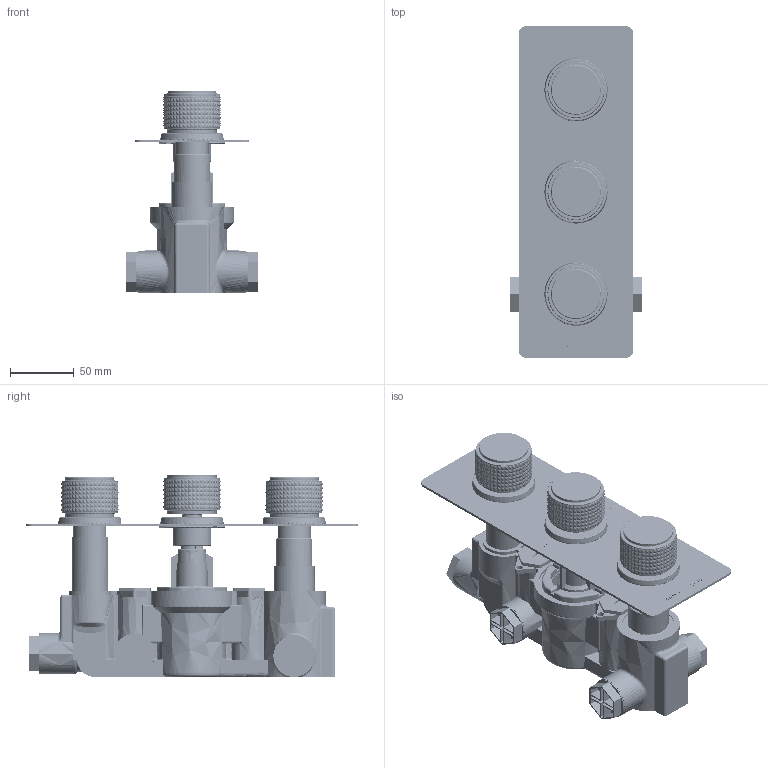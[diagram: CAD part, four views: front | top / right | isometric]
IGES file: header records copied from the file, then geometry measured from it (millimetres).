
Global section: file name: T2003-TCPR; native system: Autodesk Inventor 2020; preprocessor: unknown; author: adaniels; date: 20221207.091822; units: millimetre
Bounding box: 103 x 260 x 158.61 mm (x, y, z)
Volume: 663796.3 mm3; surface area: 381965.5 mm2
Topology: 77 solids, 82 shells, 9389 faces, 23816 edges, 14782 vertices
Faces by surface type: bspline 9389
